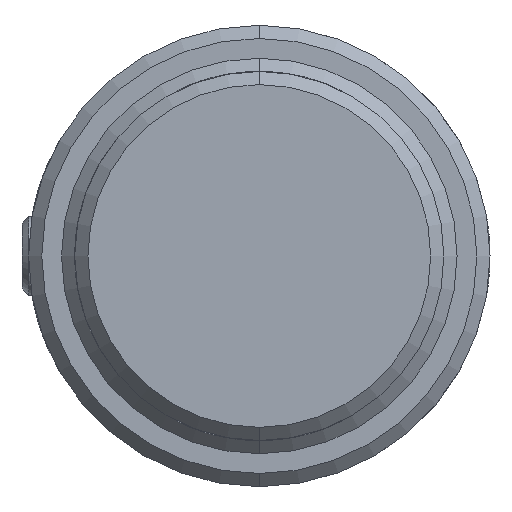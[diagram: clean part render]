
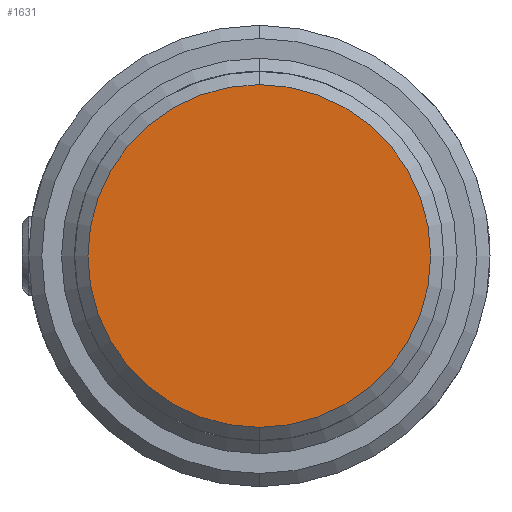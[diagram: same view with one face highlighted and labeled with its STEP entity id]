
A CAD part, left-side view. The second image highlights one B-rep face of the part: STEP entity #1631.
In plain terms, the highlighted planar face has unit normal (-1, 0, 0).
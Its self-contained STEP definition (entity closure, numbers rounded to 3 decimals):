
#68 = EDGE_CURVE ( 'NONE', #394, #2830, #2076, .T. ) ;
#394 = VERTEX_POINT ( 'NONE', #1536 ) ;
#580 = DIRECTION ( 'NONE',  ( -1., 0., 0. ) ) ;
#608 = CARTESIAN_POINT ( 'NONE',  ( -34., 0., 0. ) ) ;
#852 = AXIS2_PLACEMENT_3D ( 'NONE', #608, #580, #1400 ) ;
#860 = DIRECTION ( 'NONE',  ( 0., 0., -1. ) ) ;
#943 = CARTESIAN_POINT ( 'NONE',  ( -34., 0., 0. ) ) ;
#1147 = ORIENTED_EDGE ( 'NONE', *, *, #3058, .T. ) ;
#1150 = PLANE ( 'NONE',  #1623 ) ;
#1153 = CARTESIAN_POINT ( 'NONE',  ( -34., 0., 0. ) ) ;
#1193 = DIRECTION ( 'NONE',  ( 0., 0., -1. ) ) ;
#1200 = ORIENTED_EDGE ( 'NONE', *, *, #68, .T. ) ;
#1346 = DIRECTION ( 'NONE',  ( 1., 0., 0. ) ) ;
#1400 = DIRECTION ( 'NONE',  ( 0., 0., -1. ) ) ;
#1536 = CARTESIAN_POINT ( 'NONE',  ( -34., 0., 13. ) ) ;
#1595 = AXIS2_PLACEMENT_3D ( 'NONE', #943, #1748, #860 ) ;
#1623 = AXIS2_PLACEMENT_3D ( 'NONE', #1153, #1346, #1193 ) ;
#1631 = ADVANCED_FACE ( 'NONE', ( #2379 ), #1150, .F. ) ;
#1748 = DIRECTION ( 'NONE',  ( -1., 0., 0. ) ) ;
#1844 = CIRCLE ( 'NONE', #852, 13. ) ;
#2076 = CIRCLE ( 'NONE', #1595, 13. ) ;
#2083 = EDGE_LOOP ( 'NONE', ( #1147, #1200 ) ) ;
#2159 = CARTESIAN_POINT ( 'NONE',  ( -34., 0., -13. ) ) ;
#2379 = FACE_OUTER_BOUND ( 'NONE', #2083, .T. ) ;
#2830 = VERTEX_POINT ( 'NONE', #2159 ) ;
#3058 = EDGE_CURVE ( 'NONE', #2830, #394, #1844, .T. ) ;
